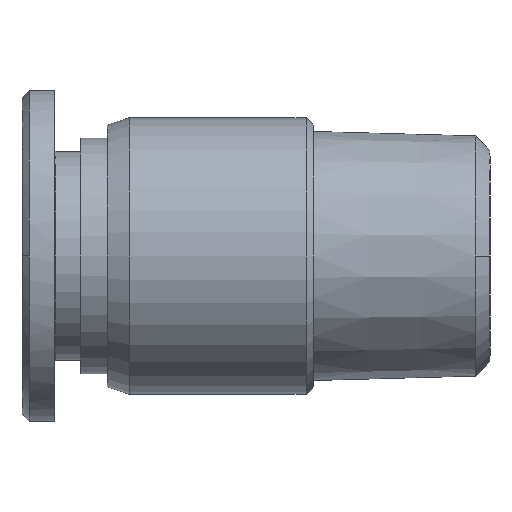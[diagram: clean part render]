
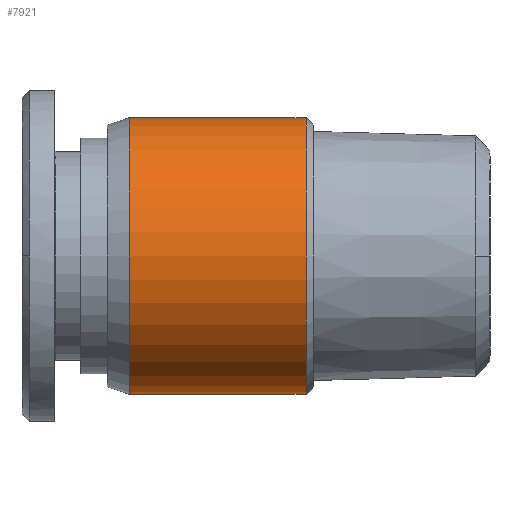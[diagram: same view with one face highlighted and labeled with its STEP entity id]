
A CAD part, front view. The second image highlights one B-rep face of the part: STEP entity #7921.
In plain terms, the highlighted cylindrical face has radius 9.4 mm (diameter 18.8 mm), a partial arc.
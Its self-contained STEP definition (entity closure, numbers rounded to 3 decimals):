
#319 = DIRECTION ( 'NONE',  ( 0., 0., -1. ) ) ;
#368 = CYLINDRICAL_SURFACE ( 'NONE', #4813, 9.4 ) ;
#783 = DIRECTION ( 'NONE',  ( 1., 0., 0. ) ) ;
#870 = CARTESIAN_POINT ( 'NONE',  ( -7.75, 0., 0. ) ) ;
#1338 = CARTESIAN_POINT ( 'NONE',  ( -2., 0., -9.4 ) ) ;
#1572 = DIRECTION ( 'NONE',  ( 1., 0., 0. ) ) ;
#2259 = EDGE_CURVE ( 'NONE', #10124, #9407, #3232, .T. ) ;
#2840 = CARTESIAN_POINT ( 'NONE',  ( -14., 0., -9.4 ) ) ;
#3067 = DIRECTION ( 'NONE',  ( 1., 0., 0. ) ) ;
#3232 = LINE ( 'NONE', #5601, #11446 ) ;
#3346 = VERTEX_POINT ( 'NONE', #2840 ) ;
#3357 = CARTESIAN_POINT ( 'NONE',  ( -2., 0., 0. ) ) ;
#3633 = VERTEX_POINT ( 'NONE', #1338 ) ;
#3827 = DIRECTION ( 'NONE',  ( 1., 0., 0. ) ) ;
#3904 = EDGE_LOOP ( 'NONE', ( #13000, #9331, #11602, #9451 ) ) ;
#3911 = FACE_OUTER_BOUND ( 'NONE', #3904, .T. ) ;
#4374 = DIRECTION ( 'NONE',  ( 1., 0., 0. ) ) ;
#4813 = AXIS2_PLACEMENT_3D ( 'NONE', #870, #783, #9320 ) ;
#5175 = VECTOR ( 'NONE', #1572, 1000. ) ;
#5601 = CARTESIAN_POINT ( 'NONE',  ( -7.75, 0., 9.4 ) ) ;
#5678 = CARTESIAN_POINT ( 'NONE',  ( -14., 0., 9.4 ) ) ;
#5744 = CARTESIAN_POINT ( 'NONE',  ( -2., 0., 9.4 ) ) ;
#5967 = EDGE_CURVE ( 'NONE', #10124, #3346, #10685, .T. ) ;
#7204 = CARTESIAN_POINT ( 'NONE',  ( -14., 0., 0. ) ) ;
#7921 = ADVANCED_FACE ( 'NONE', ( #3911 ), #368, .T. ) ;
#8326 = AXIS2_PLACEMENT_3D ( 'NONE', #7204, #3067, #11294 ) ;
#9320 = DIRECTION ( 'NONE',  ( 0., 0., -1. ) ) ;
#9331 = ORIENTED_EDGE ( 'NONE', *, *, #5967, .T. ) ;
#9407 = VERTEX_POINT ( 'NONE', #5744 ) ;
#9451 = ORIENTED_EDGE ( 'NONE', *, *, #13068, .F. ) ;
#9740 = CARTESIAN_POINT ( 'NONE',  ( -7.75, 0., -9.4 ) ) ;
#9744 = AXIS2_PLACEMENT_3D ( 'NONE', #3357, #4374, #319 ) ;
#10124 = VERTEX_POINT ( 'NONE', #5678 ) ;
#10199 = EDGE_CURVE ( 'NONE', #3346, #3633, #13244, .T. ) ;
#10685 = CIRCLE ( 'NONE', #8326, 9.4 ) ;
#11294 = DIRECTION ( 'NONE',  ( 0., 0., -1. ) ) ;
#11365 = CIRCLE ( 'NONE', #9744, 9.4 ) ;
#11446 = VECTOR ( 'NONE', #3827, 1000. ) ;
#11602 = ORIENTED_EDGE ( 'NONE', *, *, #10199, .T. ) ;
#13000 = ORIENTED_EDGE ( 'NONE', *, *, #2259, .F. ) ;
#13068 = EDGE_CURVE ( 'NONE', #9407, #3633, #11365, .T. ) ;
#13244 = LINE ( 'NONE', #9740, #5175 ) ;
